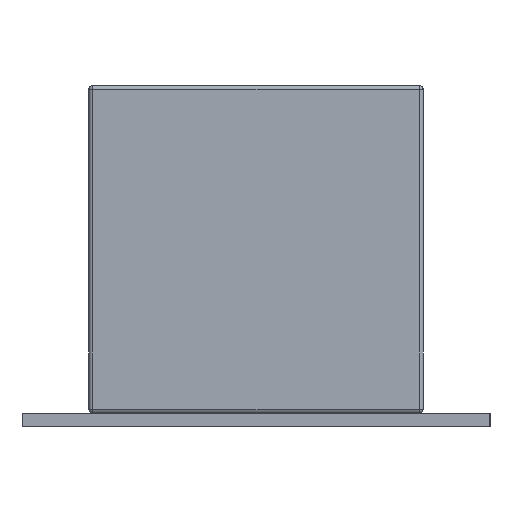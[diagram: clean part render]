
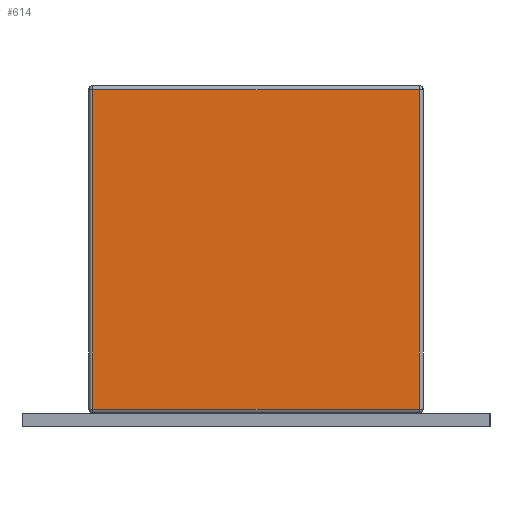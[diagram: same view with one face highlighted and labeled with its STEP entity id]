
A CAD part, left-side view. The second image highlights one B-rep face of the part: STEP entity #614.
In plain terms, the highlighted planar face has unit normal (-1, 0, 0).
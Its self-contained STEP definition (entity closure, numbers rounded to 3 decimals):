
#614 = ADVANCED_FACE ( 'NONE', ( #2742 ), #2814, .T. ) ;
#709 = EDGE_CURVE ( 'NONE', #722, #711, #3211, .T. ) ;
#710 = ORIENTED_EDGE ( 'NONE', *, *, #712, .T. ) ;
#711 = VERTEX_POINT ( 'NONE', #3101 ) ;
#712 = EDGE_CURVE ( 'NONE', #741, #722, #3220, .T. ) ;
#715 = ORIENTED_EDGE ( 'NONE', *, *, #709, .T. ) ;
#716 = EDGE_CURVE ( 'NONE', #711, #743, #3252, .T. ) ;
#718 = ORIENTED_EDGE ( 'NONE', *, *, #716, .T. ) ;
#722 = VERTEX_POINT ( 'NONE', #3255 ) ;
#740 = ORIENTED_EDGE ( 'NONE', *, *, #742, .T. ) ;
#741 = VERTEX_POINT ( 'NONE', #3325 ) ;
#742 = EDGE_CURVE ( 'NONE', #743, #741, #3324, .T. ) ;
#743 = VERTEX_POINT ( 'NONE', #3286 ) ;
#744 = EDGE_LOOP ( 'NONE', ( #740, #710, #715, #718 ) ) ;
#2742 = FACE_OUTER_BOUND ( 'NONE', #744, .T. ) ;
#2804 = DIRECTION ( 'NONE',  ( 0., -1., 0. ) ) ;
#2809 = AXIS2_PLACEMENT_3D ( 'NONE', #2827, #2822, #2804 ) ;
#2814 = PLANE ( 'NONE',  #2809 ) ;
#2822 = DIRECTION ( 'NONE',  ( -1., 0., 0. ) ) ;
#2827 = CARTESIAN_POINT ( 'NONE',  ( -0.5, 0.25, -0.005 ) ) ;
#3101 = CARTESIAN_POINT ( 'NONE',  ( -0.5, -0.244, 0.479 ) ) ;
#3203 = DIRECTION ( 'NONE',  ( 0., -1., 0. ) ) ;
#3204 = VECTOR ( 'NONE', #3203, 1000. ) ;
#3205 = CARTESIAN_POINT ( 'NONE',  ( -0.5, -0.25, 0.001 ) ) ;
#3207 = DIRECTION ( 'NONE',  ( 0., 0., 1. ) ) ;
#3211 = LINE ( 'NONE', #3212, #3215 ) ;
#3212 = CARTESIAN_POINT ( 'NONE',  ( -0.5, -0.244, -0.005 ) ) ;
#3215 = VECTOR ( 'NONE', #3207, 1000. ) ;
#3220 = LINE ( 'NONE', #3205, #3204 ) ;
#3223 = DIRECTION ( 'NONE',  ( 0., 1., 0. ) ) ;
#3224 = VECTOR ( 'NONE', #3223, 1000. ) ;
#3225 = CARTESIAN_POINT ( 'NONE',  ( -0.5, 0.25, 0.479 ) ) ;
#3252 = LINE ( 'NONE', #3225, #3224 ) ;
#3255 = CARTESIAN_POINT ( 'NONE',  ( -0.5, -0.244, 0.001 ) ) ;
#3284 = DIRECTION ( 'NONE',  ( 0., 0., -1. ) ) ;
#3286 = CARTESIAN_POINT ( 'NONE',  ( -0.5, 0.244, 0.479 ) ) ;
#3312 = VECTOR ( 'NONE', #3284, 1000. ) ;
#3323 = CARTESIAN_POINT ( 'NONE',  ( -0.5, 0.244, -0.005 ) ) ;
#3324 = LINE ( 'NONE', #3323, #3312 ) ;
#3325 = CARTESIAN_POINT ( 'NONE',  ( -0.5, 0.244, 0.001 ) ) ;
